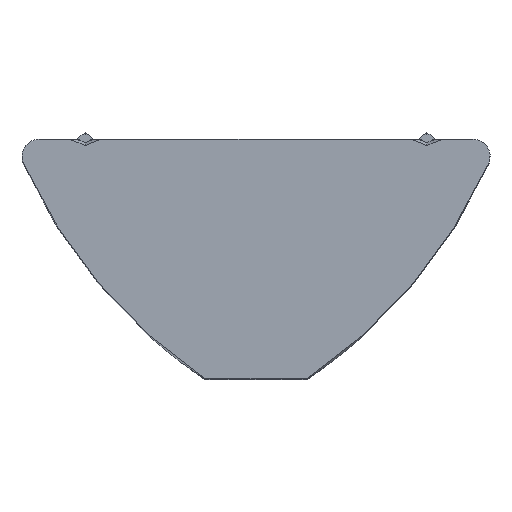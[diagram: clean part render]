
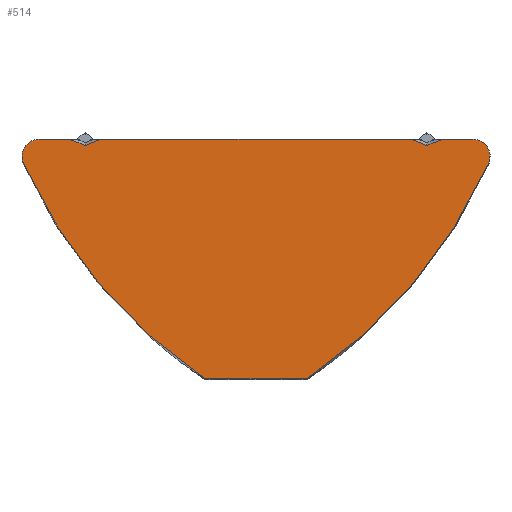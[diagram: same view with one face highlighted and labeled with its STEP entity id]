
A CAD part, top view. The second image highlights one B-rep face of the part: STEP entity #514.
In plain terms, the highlighted planar face has unit normal (0, 0, 1).
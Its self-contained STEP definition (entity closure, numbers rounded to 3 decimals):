
#6 = CARTESIAN_POINT ( 'NONE',  ( 4.894, -4.14, 11. ) ) ;
#7 = CARTESIAN_POINT ( 'NONE',  ( -6.35, 0., 11. ) ) ;
#18 = ORIENTED_EDGE ( 'NONE', *, *, #657, .T. ) ;
#22 = ORIENTED_EDGE ( 'NONE', *, *, #746, .T. ) ;
#33 = VERTEX_POINT ( 'NONE', #434 ) ;
#39 = CARTESIAN_POINT ( 'NONE',  ( 6.806, -0.705, 11. ) ) ;
#53 = VERTEX_POINT ( 'NONE', #64 ) ;
#64 = CARTESIAN_POINT ( 'NONE',  ( 5., -0.183, 11. ) ) ;
#70 = AXIS2_PLACEMENT_3D ( 'NONE', #679, #218, #756 ) ;
#76 = CARTESIAN_POINT ( 'NONE',  ( -6.85, -0.5, 11. ) ) ;
#86 = AXIS2_PLACEMENT_3D ( 'NONE', #106, #645, #182 ) ;
#90 = CARTESIAN_POINT ( 'NONE',  ( 4.675, 3.687, 11. ) ) ;
#106 = CARTESIAN_POINT ( 'NONE',  ( 6.35, -0.5, 11. ) ) ;
#111 = AXIS2_PLACEMENT_3D ( 'NONE', #175, #711, #254 ) ;
#122 = FACE_OUTER_BOUND ( 'NONE', #427, .T. ) ;
#123 = VERTEX_POINT ( 'NONE', #212 ) ;
#136 = DIRECTION ( 'NONE',  ( -1., 0., 0. ) ) ;
#141 = CIRCLE ( 'NONE', #479, 0.5 ) ;
#142 = AXIS2_PLACEMENT_3D ( 'NONE', #704, #245, #787 ) ;
#145 = VERTEX_POINT ( 'NONE', #906 ) ;
#154 = CARTESIAN_POINT ( 'NONE',  ( -5.457, 0., 11. ) ) ;
#173 = ORIENTED_EDGE ( 'NONE', *, *, #1004, .T. ) ;
#175 = CARTESIAN_POINT ( 'NONE',  ( -6.876, 5.444, 11. ) ) ;
#182 = DIRECTION ( 'NONE',  ( -1., 0., 0. ) ) ;
#197 = VERTEX_POINT ( 'NONE', #7 ) ;
#212 = CARTESIAN_POINT ( 'NONE',  ( 4.543, 0., 11. ) ) ;
#213 = AXIS2_PLACEMENT_3D ( 'NONE', #379, #920, #458 ) ;
#218 = DIRECTION ( 'NONE',  ( 0., 0., 1. ) ) ;
#223 = ORIENTED_EDGE ( 'NONE', *, *, #661, .T. ) ;
#231 = DIRECTION ( 'NONE',  ( 1., 0., 0. ) ) ;
#233 = VECTOR ( 'NONE', #908, 1000. ) ;
#239 = CARTESIAN_POINT ( 'NONE',  ( 1.5, -7., 11. ) ) ;
#245 = DIRECTION ( 'NONE',  ( 0., 0., 1. ) ) ;
#254 = DIRECTION ( 'NONE',  ( -1., 0., 0. ) ) ;
#258 = DIRECTION ( 'NONE',  ( -1., 0., 0. ) ) ;
#271 = ORIENTED_EDGE ( 'NONE', *, *, #545, .T. ) ;
#312 = VERTEX_POINT ( 'NONE', #39 ) ;
#354 = VECTOR ( 'NONE', #258, 1000. ) ;
#366 = CARTESIAN_POINT ( 'NONE',  ( 6.054, 0.239, 11. ) ) ;
#379 = CARTESIAN_POINT ( 'NONE',  ( -6.35, -0.5, 11. ) ) ;
#399 = DIRECTION ( 'NONE',  ( -1., 0., 0. ) ) ;
#402 = ORIENTED_EDGE ( 'NONE', *, *, #436, .T. ) ;
#404 = CIRCLE ( 'NONE', #70, 15. ) ;
#414 = CARTESIAN_POINT ( 'NONE',  ( -4.543, 0., 11. ) ) ;
#417 = PLANE ( 'NONE',  #86 ) ;
#419 = DIRECTION ( 'NONE',  ( 0.928, 0.371, 0. ) ) ;
#427 = EDGE_LOOP ( 'NONE', ( #852, #22, #674, #573, #487, #538, #776, #173, #223, #271, #751, #402, #18 ) ) ;
#434 = CARTESIAN_POINT ( 'NONE',  ( -1.5, -7., 11. ) ) ;
#436 = EDGE_CURVE ( 'NONE', #312, #584, #635, .T. ) ;
#446 = DIRECTION ( 'NONE',  ( 0., 0., 1. ) ) ;
#458 = DIRECTION ( 'NONE',  ( 1., 0., 0. ) ) ;
#462 = EDGE_CURVE ( 'NONE', #862, #312, #790, .T. ) ;
#469 = DIRECTION ( 'NONE',  ( -0.928, 0.371, 0. ) ) ;
#477 = VERTEX_POINT ( 'NONE', #414 ) ;
#479 = AXIS2_PLACEMENT_3D ( 'NONE', #910, #446, #992 ) ;
#481 = VECTOR ( 'NONE', #848, 1000. ) ;
#484 = VECTOR ( 'NONE', #231, 1000. ) ;
#487 = ORIENTED_EDGE ( 'NONE', *, *, #741, .F. ) ;
#490 = EDGE_CURVE ( 'NONE', #724, #197, #1007, .T. ) ;
#498 = VERTEX_POINT ( 'NONE', #958 ) ;
#514 = ADVANCED_FACE ( 'NONE', ( #122 ), #417, .F. ) ;
#531 = VERTEX_POINT ( 'NONE', #76 ) ;
#538 = ORIENTED_EDGE ( 'NONE', *, *, #490, .T. ) ;
#545 = EDGE_CURVE ( 'NONE', #33, #862, #690, .T. ) ;
#558 = EDGE_CURVE ( 'NONE', #977, #477, #926, .T. ) ;
#573 = ORIENTED_EDGE ( 'NONE', *, *, #558, .F. ) ;
#578 = CIRCLE ( 'NONE', #213, 0.5 ) ;
#584 = VERTEX_POINT ( 'NONE', #586 ) ;
#586 = CARTESIAN_POINT ( 'NONE',  ( 6.35, 0., 11. ) ) ;
#592 = EDGE_CURVE ( 'NONE', #498, #53, #824, .T. ) ;
#635 = CIRCLE ( 'NONE', #142, 0.5 ) ;
#640 = VECTOR ( 'NONE', #399, 1000. ) ;
#645 = DIRECTION ( 'NONE',  ( 0., 0., -1. ) ) ;
#657 = EDGE_CURVE ( 'NONE', #584, #498, #1002, .T. ) ;
#661 = EDGE_CURVE ( 'NONE', #145, #33, #404, .T. ) ;
#674 = ORIENTED_EDGE ( 'NONE', *, *, #763, .T. ) ;
#675 = CARTESIAN_POINT ( 'NONE',  ( 6.35, 0., 11. ) ) ;
#678 = EDGE_CURVE ( 'NONE', #197, #531, #578, .T. ) ;
#679 = CARTESIAN_POINT ( 'NONE',  ( 6.876, 5.444, 11. ) ) ;
#690 = LINE ( 'NONE', #239, #484 ) ;
#699 = CARTESIAN_POINT ( 'NONE',  ( 6.35, 0., 11. ) ) ;
#704 = CARTESIAN_POINT ( 'NONE',  ( 6.35, -0.5, 11. ) ) ;
#711 = DIRECTION ( 'NONE',  ( 0., 0., 1. ) ) ;
#716 = CARTESIAN_POINT ( 'NONE',  ( 6.35, 0., 11. ) ) ;
#724 = VERTEX_POINT ( 'NONE', #154 ) ;
#740 = CARTESIAN_POINT ( 'NONE',  ( -5., -0.183, 11. ) ) ;
#741 = EDGE_CURVE ( 'NONE', #724, #977, #921, .T. ) ;
#746 = EDGE_CURVE ( 'NONE', #53, #123, #869, .T. ) ;
#751 = ORIENTED_EDGE ( 'NONE', *, *, #462, .T. ) ;
#756 = DIRECTION ( 'NONE',  ( 1., 0., 0. ) ) ;
#763 = EDGE_CURVE ( 'NONE', #123, #477, #844, .T. ) ;
#776 = ORIENTED_EDGE ( 'NONE', *, *, #678, .T. ) ;
#784 = VECTOR ( 'NONE', #136, 1000. ) ;
#787 = DIRECTION ( 'NONE',  ( -1., 0., 0. ) ) ;
#788 = CARTESIAN_POINT ( 'NONE',  ( 1.5, -7., 11. ) ) ;
#790 = CIRCLE ( 'NONE', #111, 15. ) ;
#824 = LINE ( 'NONE', #366, #233 ) ;
#844 = LINE ( 'NONE', #699, #640 ) ;
#848 = DIRECTION ( 'NONE',  ( 0.928, -0.371, 0. ) ) ;
#852 = ORIENTED_EDGE ( 'NONE', *, *, #592, .T. ) ;
#862 = VERTEX_POINT ( 'NONE', #788 ) ;
#869 = LINE ( 'NONE', #936, #893 ) ;
#893 = VECTOR ( 'NONE', #469, 1000. ) ;
#897 = VECTOR ( 'NONE', #419, 1000. ) ;
#906 = CARTESIAN_POINT ( 'NONE',  ( -6.806, -0.705, 11. ) ) ;
#908 = DIRECTION ( 'NONE',  ( -0.928, -0.371, 0. ) ) ;
#910 = CARTESIAN_POINT ( 'NONE',  ( -6.35, -0.5, 11. ) ) ;
#920 = DIRECTION ( 'NONE',  ( 0., 0., 1. ) ) ;
#921 = LINE ( 'NONE', #6, #481 ) ;
#926 = LINE ( 'NONE', #90, #897 ) ;
#936 = CARTESIAN_POINT ( 'NONE',  ( 6.273, -0.692, 11. ) ) ;
#958 = CARTESIAN_POINT ( 'NONE',  ( 5.457, 0., 11. ) ) ;
#977 = VERTEX_POINT ( 'NONE', #740 ) ;
#992 = DIRECTION ( 'NONE',  ( 1., 0., 0. ) ) ;
#1002 = LINE ( 'NONE', #675, #784 ) ;
#1004 = EDGE_CURVE ( 'NONE', #531, #145, #141, .T. ) ;
#1007 = LINE ( 'NONE', #716, #354 ) ;
